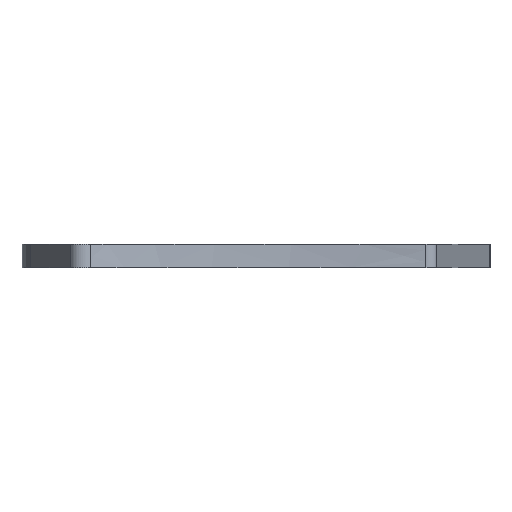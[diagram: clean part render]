
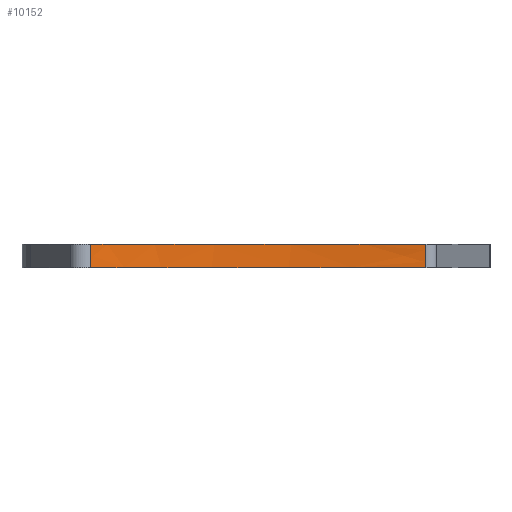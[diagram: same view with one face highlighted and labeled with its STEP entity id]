
A CAD part, front view. The second image highlights one B-rep face of the part: STEP entity #10152.
In plain terms, the highlighted free-form (B-spline) face has degree [3, 1] with [16, 2] control points.
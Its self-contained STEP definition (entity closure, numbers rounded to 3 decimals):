
#62=B_SPLINE_SURFACE_WITH_KNOTS('',3,1,((#18539,#18540),(#18541,#18542),
(#18543,#18544),(#18545,#18546),(#18547,#18548),(#18549,#18550),(#18551,
#18552),(#18553,#18554),(#18555,#18556),(#18557,#18558),(#18559,#18560),
(#18561,#18562),(#18563,#18564),(#18565,#18566),(#18567,#18568),(#18569,
#18570)),.UNSPECIFIED.,.F.,.F.,.F.,(4,3,3,3,3,4),(2,2),(1.778,
1.907,2.237,2.563,2.907,2.957),
(-0.552,0.1),.UNSPECIFIED.);
#140=B_SPLINE_CURVE_WITH_KNOTS('',3,(#15465,#15466,#15467,#15468,#15469,
#15470,#15471,#15472,#15473,#15474,#15475,#15476,#15477,#15478,#15479,#15480),
 .UNSPECIFIED.,.F.,.F.,(4,3,3,3,3,4),(1.778,1.907,
2.237,2.563,2.907,2.957),
 .UNSPECIFIED.);
#163=B_SPLINE_CURVE_WITH_KNOTS('',3,(#16390,#16391,#16392,#16393,#16394,
#16395,#16396,#16397,#16398,#16399,#16400,#16401,#16402,#16403,#16404,#16405,
#16406,#16407,#16408,#16409,#16410,#16411,#16412,#16413,#16414,#16415,#16416,
#16417),.UNSPECIFIED.,.F.,.F.,(4,2,2,2,2,2,2,2,2,2,2,2,2,4),(-16.544,
-16.196,-16.128,-13.843,-8.713,
-0.051,-0.051,-0.051,-0.051,
-0.051,-0.051,-0.046,-0.037,
0.),.UNSPECIFIED.);
#1164=LINE('',#18538,#2146);
#1165=LINE('',#18571,#2147);
#2146=VECTOR('',#13954,10.);
#2147=VECTOR('',#13955,10.);
#2886=FACE_OUTER_BOUND('',#3470,.T.);
#3470=EDGE_LOOP('',(#9344,#9345,#9346,#9347));
#4393=VERTEX_POINT('',#15447);
#4394=VERTEX_POINT('',#15464);
#4592=VERTEX_POINT('',#16375);
#4593=VERTEX_POINT('',#16389);
#5487=EDGE_CURVE('',#4393,#4394,#140,.T.);
#5707=EDGE_CURVE('',#4593,#4592,#163,.T.);
#6378=EDGE_CURVE('',#4592,#4394,#1164,.T.);
#6379=EDGE_CURVE('',#4593,#4393,#1165,.T.);
#9344=ORIENTED_EDGE('',*,*,#5707,.T.);
#9345=ORIENTED_EDGE('',*,*,#6378,.T.);
#9346=ORIENTED_EDGE('',*,*,#5487,.F.);
#9347=ORIENTED_EDGE('',*,*,#6379,.F.);
#10152=ADVANCED_FACE('',(#2886),#62,.T.);
#13954=DIRECTION('',(0.,0.,1.));
#13955=DIRECTION('',(0.,0.,1.));
#15447=CARTESIAN_POINT('',(47.928,-138.855,3.83));
#15464=CARTESIAN_POINT('',(134.439,-125.999,3.83));
#15465=CARTESIAN_POINT('Ctrl Pts',(47.928,-138.855,3.83));
#15466=CARTESIAN_POINT('Ctrl Pts',(48.291,-138.625,3.83));
#15467=CARTESIAN_POINT('Ctrl Pts',(48.654,-138.395,3.83));
#15468=CARTESIAN_POINT('Ctrl Pts',(49.017,-138.165,3.83));
#15469=CARTESIAN_POINT('Ctrl Pts',(55.07,-134.331,3.83));
#15470=CARTESIAN_POINT('Ctrl Pts',(62.542,-131.47,3.83));
#15471=CARTESIAN_POINT('Ctrl Pts',(71.099,-129.395,3.83));
#15472=CARTESIAN_POINT('Ctrl Pts',(79.538,-127.349,3.83));
#15473=CARTESIAN_POINT('Ctrl Pts',(88.967,-126.037,3.83));
#15474=CARTESIAN_POINT('Ctrl Pts',(99.139,-125.409,3.83));
#15475=CARTESIAN_POINT('Ctrl Pts',(109.852,-124.747,3.83));
#15476=CARTESIAN_POINT('Ctrl Pts',(121.413,-124.87,3.83));
#15477=CARTESIAN_POINT('Ctrl Pts',(133.932,-125.955,3.83));
#15478=CARTESIAN_POINT('Ctrl Pts',(134.101,-125.97,3.83));
#15479=CARTESIAN_POINT('Ctrl Pts',(134.27,-125.984,3.83));
#15480=CARTESIAN_POINT('Ctrl Pts',(134.439,-125.999,3.83));
#16375=CARTESIAN_POINT('',(134.439,-125.999,-2.15));
#16389=CARTESIAN_POINT('',(47.928,-138.855,-2.15));
#16390=CARTESIAN_POINT('Ctrl Pts',(47.928,-138.855,-2.15));
#16391=CARTESIAN_POINT('Ctrl Pts',(48.321,-138.606,-2.15));
#16392=CARTESIAN_POINT('Ctrl Pts',(48.713,-138.356,-2.15));
#16393=CARTESIAN_POINT('Ctrl Pts',(49.184,-138.059,-2.15));
#16394=CARTESIAN_POINT('Ctrl Pts',(49.262,-138.011,-2.15));
#16395=CARTESIAN_POINT('Ctrl Pts',(51.934,-136.346,-2.15));
#16396=CARTESIAN_POINT('Ctrl Pts',(54.665,-134.971,-2.15));
#16397=CARTESIAN_POINT('Ctrl Pts',(63.787,-131.118,-2.15));
#16398=CARTESIAN_POINT('Ctrl Pts',(70.767,-129.295,-2.15));
#16399=CARTESIAN_POINT('Ctrl Pts',(88.736,-125.896,-2.15));
#16400=CARTESIAN_POINT('Ctrl Pts',(107.936,-123.702,-2.15));
#16401=CARTESIAN_POINT('Ctrl Pts',(133.932,-125.955,-2.15));
#16402=CARTESIAN_POINT('Ctrl Pts',(133.932,-125.955,-2.15));
#16403=CARTESIAN_POINT('Ctrl Pts',(133.932,-125.955,-2.15));
#16404=CARTESIAN_POINT('Ctrl Pts',(133.932,-125.955,-2.15));
#16405=CARTESIAN_POINT('Ctrl Pts',(133.932,-125.955,-2.15));
#16406=CARTESIAN_POINT('Ctrl Pts',(133.932,-125.955,-2.15));
#16407=CARTESIAN_POINT('Ctrl Pts',(133.932,-125.955,-2.15));
#16408=CARTESIAN_POINT('Ctrl Pts',(133.932,-125.955,-2.15));
#16409=CARTESIAN_POINT('Ctrl Pts',(133.933,-125.955,-2.15));
#16410=CARTESIAN_POINT('Ctrl Pts',(133.933,-125.955,-2.15));
#16411=CARTESIAN_POINT('Ctrl Pts',(133.949,-125.957,-2.15));
#16412=CARTESIAN_POINT('Ctrl Pts',(133.964,-125.958,-2.15));
#16413=CARTESIAN_POINT('Ctrl Pts',(134.01,-125.962,-2.15));
#16414=CARTESIAN_POINT('Ctrl Pts',(134.041,-125.964,-2.15));
#16415=CARTESIAN_POINT('Ctrl Pts',(134.194,-125.978,-2.15));
#16416=CARTESIAN_POINT('Ctrl Pts',(134.316,-125.988,-2.15));
#16417=CARTESIAN_POINT('Ctrl Pts',(134.439,-125.999,-2.15));
#18538=CARTESIAN_POINT('',(134.439,-125.999,2.83));
#18539=CARTESIAN_POINT('Ctrl Pts',(47.928,-138.855,-2.689));
#18540=CARTESIAN_POINT('Ctrl Pts',(47.928,-138.855,3.83));
#18541=CARTESIAN_POINT('Ctrl Pts',(48.291,-138.625,-2.689));
#18542=CARTESIAN_POINT('Ctrl Pts',(48.291,-138.625,3.83));
#18543=CARTESIAN_POINT('Ctrl Pts',(48.654,-138.395,-2.689));
#18544=CARTESIAN_POINT('Ctrl Pts',(48.654,-138.395,3.83));
#18545=CARTESIAN_POINT('Ctrl Pts',(49.017,-138.165,-2.689));
#18546=CARTESIAN_POINT('Ctrl Pts',(49.017,-138.165,3.83));
#18547=CARTESIAN_POINT('Ctrl Pts',(55.07,-134.331,-2.689));
#18548=CARTESIAN_POINT('Ctrl Pts',(55.07,-134.331,3.83));
#18549=CARTESIAN_POINT('Ctrl Pts',(62.542,-131.47,-2.689));
#18550=CARTESIAN_POINT('Ctrl Pts',(62.542,-131.47,3.83));
#18551=CARTESIAN_POINT('Ctrl Pts',(71.099,-129.395,-2.689));
#18552=CARTESIAN_POINT('Ctrl Pts',(71.099,-129.395,3.83));
#18553=CARTESIAN_POINT('Ctrl Pts',(79.538,-127.349,-2.689));
#18554=CARTESIAN_POINT('Ctrl Pts',(79.538,-127.349,3.83));
#18555=CARTESIAN_POINT('Ctrl Pts',(88.967,-126.037,-2.689));
#18556=CARTESIAN_POINT('Ctrl Pts',(88.967,-126.037,3.83));
#18557=CARTESIAN_POINT('Ctrl Pts',(99.139,-125.409,-2.689));
#18558=CARTESIAN_POINT('Ctrl Pts',(99.139,-125.409,3.83));
#18559=CARTESIAN_POINT('Ctrl Pts',(109.852,-124.747,-2.689));
#18560=CARTESIAN_POINT('Ctrl Pts',(109.852,-124.747,3.83));
#18561=CARTESIAN_POINT('Ctrl Pts',(121.413,-124.87,-2.689));
#18562=CARTESIAN_POINT('Ctrl Pts',(121.413,-124.87,3.83));
#18563=CARTESIAN_POINT('Ctrl Pts',(133.932,-125.955,-2.689));
#18564=CARTESIAN_POINT('Ctrl Pts',(133.932,-125.955,3.83));
#18565=CARTESIAN_POINT('Ctrl Pts',(134.101,-125.97,-2.689));
#18566=CARTESIAN_POINT('Ctrl Pts',(134.101,-125.97,3.83));
#18567=CARTESIAN_POINT('Ctrl Pts',(134.27,-125.984,-2.689));
#18568=CARTESIAN_POINT('Ctrl Pts',(134.27,-125.984,3.83));
#18569=CARTESIAN_POINT('Ctrl Pts',(134.439,-125.999,-2.689));
#18570=CARTESIAN_POINT('Ctrl Pts',(134.439,-125.999,3.83));
#18571=CARTESIAN_POINT('',(47.928,-138.855,2.83));
